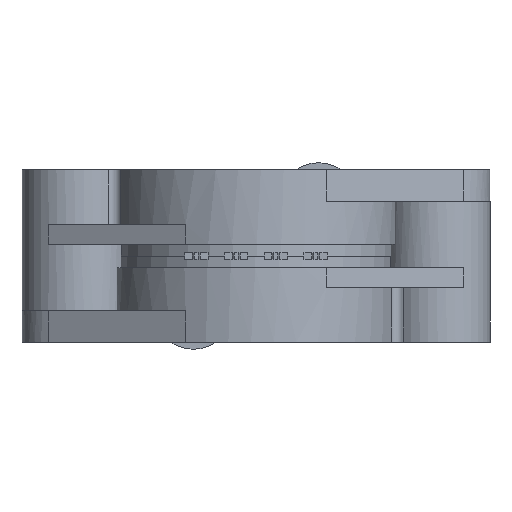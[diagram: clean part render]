
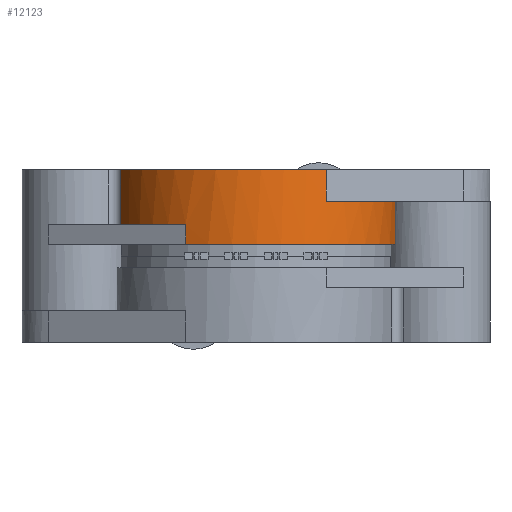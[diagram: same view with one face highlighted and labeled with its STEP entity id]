
A CAD part, front view. The second image highlights one B-rep face of the part: STEP entity #12123.
In plain terms, the highlighted cylindrical face has radius 9.08 mm (diameter 18.16 mm), a partial arc.
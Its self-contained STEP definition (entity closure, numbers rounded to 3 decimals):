
#295 = ORIENTED_EDGE ( 'NONE', *, *, #8437, .F. ) ;
#401 = CIRCLE ( 'NONE', #7418, 9.08 ) ;
#1062 = DIRECTION ( 'NONE',  ( 0., 0., -1. ) ) ;
#1169 = CYLINDRICAL_SURFACE ( 'NONE', #10795, 9.08 ) ;
#1305 = CARTESIAN_POINT ( 'NONE',  ( -8.626, -2.836, 5.5 ) ) ;
#1346 = VECTOR ( 'NONE', #10539, 1000. ) ;
#1653 = DIRECTION ( 'NONE',  ( 0., 0., 1. ) ) ;
#1864 = DIRECTION ( 'NONE',  ( -1., 0., 0. ) ) ;
#2132 = AXIS2_PLACEMENT_3D ( 'NONE', #2793, #7705, #1864 ) ;
#2277 = DIRECTION ( 'NONE',  ( 0., 0., -1. ) ) ;
#2793 = CARTESIAN_POINT ( 'NONE',  ( 0., 0., 3.5 ) ) ;
#3322 = VERTEX_POINT ( 'NONE', #4072 ) ;
#3385 = CIRCLE ( 'NONE', #11011, 9.08 ) ;
#3434 = CARTESIAN_POINT ( 'NONE',  ( 4.487, -7.894, 3.5 ) ) ;
#3444 = VERTEX_POINT ( 'NONE', #8968 ) ;
#3499 = DIRECTION ( 'NONE',  ( 1., 0., 0. ) ) ;
#3696 = DIRECTION ( 'NONE',  ( -1., 0., 0. ) ) ;
#3964 = AXIS2_PLACEMENT_3D ( 'NONE', #12322, #11476, #3696 ) ;
#4072 = CARTESIAN_POINT ( 'NONE',  ( -8.626, -2.836, 2. ) ) ;
#4198 = VERTEX_POINT ( 'NONE', #12263 ) ;
#4932 = EDGE_CURVE ( 'NONE', #7978, #6562, #9992, .T. ) ;
#5072 = CARTESIAN_POINT ( 'NONE',  ( 9.08, 0., 0.75 ) ) ;
#5106 = DIRECTION ( 'NONE',  ( 0., 0., -1. ) ) ;
#5310 = EDGE_CURVE ( 'NONE', #9952, #3322, #11104, .T. ) ;
#5806 = DIRECTION ( 'NONE',  ( -1., 0., 0. ) ) ;
#5869 = CARTESIAN_POINT ( 'NONE',  ( -4.487, -7.894, 2. ) ) ;
#5904 = EDGE_LOOP ( 'NONE', ( #295, #8282, #10409, #11566, #11507, #8948, #6304, #8158 ) ) ;
#6304 = ORIENTED_EDGE ( 'NONE', *, *, #10322, .F. ) ;
#6413 = EDGE_CURVE ( 'NONE', #11901, #6562, #10900, .T. ) ;
#6480 = EDGE_CURVE ( 'NONE', #3322, #11901, #401, .T. ) ;
#6562 = VERTEX_POINT ( 'NONE', #8728 ) ;
#6591 = VERTEX_POINT ( 'NONE', #3434 ) ;
#6804 = VECTOR ( 'NONE', #2277, 1000. ) ;
#6833 = LINE ( 'NONE', #9531, #1346 ) ;
#7176 = CIRCLE ( 'NONE', #2132, 9.08 ) ;
#7418 = AXIS2_PLACEMENT_3D ( 'NONE', #9383, #1653, #8458 ) ;
#7467 = LINE ( 'NONE', #10368, #11610 ) ;
#7581 = CARTESIAN_POINT ( 'NONE',  ( 0., 0., 5.5 ) ) ;
#7697 = FACE_OUTER_BOUND ( 'NONE', #5904, .T. ) ;
#7705 = DIRECTION ( 'NONE',  ( 0., 0., 1. ) ) ;
#7978 = VERTEX_POINT ( 'NONE', #5072 ) ;
#8027 = CARTESIAN_POINT ( 'NONE',  ( -4.487, -7.894, 2. ) ) ;
#8158 = ORIENTED_EDGE ( 'NONE', *, *, #8534, .F. ) ;
#8196 = VECTOR ( 'NONE', #5106, 1000. ) ;
#8282 = ORIENTED_EDGE ( 'NONE', *, *, #5310, .T. ) ;
#8437 = EDGE_CURVE ( 'NONE', #9952, #4198, #3385, .T. ) ;
#8458 = DIRECTION ( 'NONE',  ( -1., 0., 0. ) ) ;
#8534 = EDGE_CURVE ( 'NONE', #4198, #6591, #7467, .T. ) ;
#8728 = CARTESIAN_POINT ( 'NONE',  ( -4.487, -7.894, 0.75 ) ) ;
#8948 = ORIENTED_EDGE ( 'NONE', *, *, #10548, .F. ) ;
#8968 = CARTESIAN_POINT ( 'NONE',  ( 9.08, 0., 3.5 ) ) ;
#9290 = DIRECTION ( 'NONE',  ( 0., 0., 1. ) ) ;
#9383 = CARTESIAN_POINT ( 'NONE',  ( 0., 0., 2. ) ) ;
#9531 = CARTESIAN_POINT ( 'NONE',  ( 9.08, 0., 3.5 ) ) ;
#9748 = CARTESIAN_POINT ( 'NONE',  ( -8.626, -2.836, 5.5 ) ) ;
#9952 = VERTEX_POINT ( 'NONE', #9748 ) ;
#9992 = CIRCLE ( 'NONE', #3964, 9.08 ) ;
#10322 = EDGE_CURVE ( 'NONE', #6591, #3444, #7176, .T. ) ;
#10368 = CARTESIAN_POINT ( 'NONE',  ( 4.487, -7.894, 5.5 ) ) ;
#10409 = ORIENTED_EDGE ( 'NONE', *, *, #6480, .T. ) ;
#10539 = DIRECTION ( 'NONE',  ( 0., 0., -1. ) ) ;
#10548 = EDGE_CURVE ( 'NONE', #3444, #7978, #6833, .T. ) ;
#10583 = DIRECTION ( 'NONE',  ( 0., 0., -1. ) ) ;
#10795 = AXIS2_PLACEMENT_3D ( 'NONE', #11516, #10583, #5806 ) ;
#10900 = LINE ( 'NONE', #8027, #6804 ) ;
#11011 = AXIS2_PLACEMENT_3D ( 'NONE', #7581, #9290, #3499 ) ;
#11104 = LINE ( 'NONE', #1305, #8196 ) ;
#11476 = DIRECTION ( 'NONE',  ( 0., 0., -1. ) ) ;
#11507 = ORIENTED_EDGE ( 'NONE', *, *, #4932, .F. ) ;
#11516 = CARTESIAN_POINT ( 'NONE',  ( 0., 0., 5.5 ) ) ;
#11566 = ORIENTED_EDGE ( 'NONE', *, *, #6413, .T. ) ;
#11610 = VECTOR ( 'NONE', #1062, 1000. ) ;
#11901 = VERTEX_POINT ( 'NONE', #5869 ) ;
#12123 = ADVANCED_FACE ( 'NONE', ( #7697 ), #1169, .T. ) ;
#12263 = CARTESIAN_POINT ( 'NONE',  ( 4.487, -7.894, 5.5 ) ) ;
#12322 = CARTESIAN_POINT ( 'NONE',  ( 0., 0., 0.75 ) ) ;
